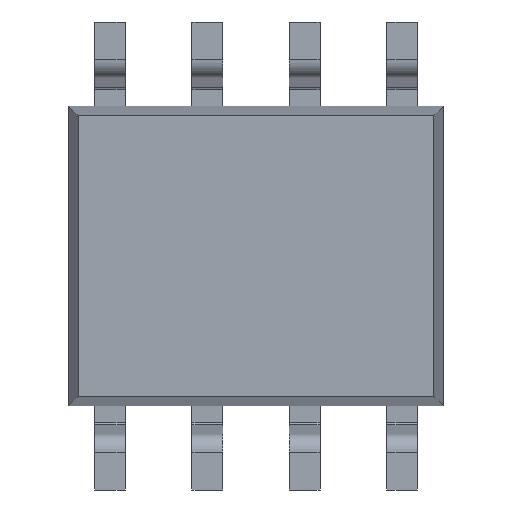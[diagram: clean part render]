
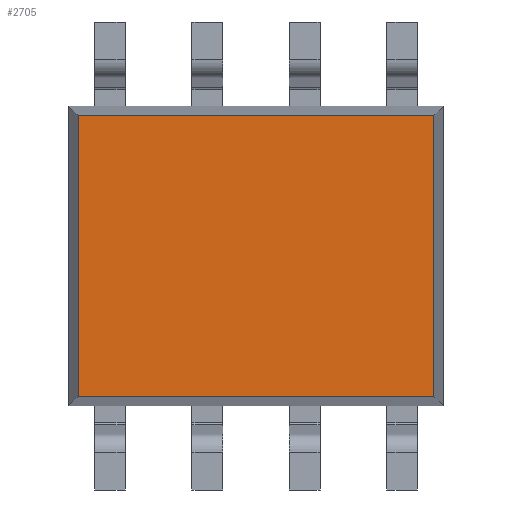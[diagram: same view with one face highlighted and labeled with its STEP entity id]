
A CAD part, front view. The second image highlights one B-rep face of the part: STEP entity #2705.
In plain terms, the highlighted planar face has unit normal (0, -1, 0).
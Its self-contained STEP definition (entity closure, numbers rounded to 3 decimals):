
#1 = DIRECTION ( 'NONE',  ( 0., 1., 0. ) ) ;
#56 = DIRECTION ( 'NONE',  ( 1., 0., 0. ) ) ;
#229 = CARTESIAN_POINT ( 'NONE',  ( -2.317, -1.59, 1.832 ) ) ;
#302 = VERTEX_POINT ( 'NONE', #4228 ) ;
#404 = ORIENTED_EDGE ( 'NONE', *, *, #528, .F. ) ;
#528 = EDGE_CURVE ( 'NONE', #2430, #302, #770, .T. ) ;
#770 = LINE ( 'NONE', #2772, #4225 ) ;
#797 = PLANE ( 'NONE',  #1713 ) ;
#857 = CARTESIAN_POINT ( 'NONE',  ( 0., -1.59, -1.832 ) ) ;
#879 = EDGE_CURVE ( 'NONE', #3394, #2741, #1578, .T. ) ;
#1221 = DIRECTION ( 'NONE',  ( 0., 0., -1. ) ) ;
#1258 = ORIENTED_EDGE ( 'NONE', *, *, #1631, .F. ) ;
#1578 = LINE ( 'NONE', #857, #3862 ) ;
#1608 = CARTESIAN_POINT ( 'NONE',  ( -2.317, -1.59, -1.832 ) ) ;
#1631 = EDGE_CURVE ( 'NONE', #302, #3394, #2227, .T. ) ;
#1672 = CARTESIAN_POINT ( 'NONE',  ( 2.317, -1.59, -1.832 ) ) ;
#1713 = AXIS2_PLACEMENT_3D ( 'NONE', #3426, #1, #1221 ) ;
#2004 = LINE ( 'NONE', #3223, #3882 ) ;
#2227 = LINE ( 'NONE', #4852, #3660 ) ;
#2325 = DIRECTION ( 'NONE',  ( -1., 0., 0. ) ) ;
#2393 = ORIENTED_EDGE ( 'NONE', *, *, #2411, .F. ) ;
#2411 = EDGE_CURVE ( 'NONE', #2741, #2430, #2004, .T. ) ;
#2430 = VERTEX_POINT ( 'NONE', #229 ) ;
#2572 = EDGE_LOOP ( 'NONE', ( #2393, #3691, #1258, #404 ) ) ;
#2600 = DIRECTION ( 'NONE',  ( 0., 0., -1. ) ) ;
#2705 = ADVANCED_FACE ( 'NONE', ( #3201 ), #797, .F. ) ;
#2741 = VERTEX_POINT ( 'NONE', #1608 ) ;
#2772 = CARTESIAN_POINT ( 'NONE',  ( 0., -1.59, 1.832 ) ) ;
#2890 = DIRECTION ( 'NONE',  ( 0., 0., 1. ) ) ;
#3201 = FACE_OUTER_BOUND ( 'NONE', #2572, .T. ) ;
#3223 = CARTESIAN_POINT ( 'NONE',  ( -2.317, -1.59, 0. ) ) ;
#3394 = VERTEX_POINT ( 'NONE', #1672 ) ;
#3426 = CARTESIAN_POINT ( 'NONE',  ( 0., -1.59, 0. ) ) ;
#3660 = VECTOR ( 'NONE', #2600, 1000. ) ;
#3691 = ORIENTED_EDGE ( 'NONE', *, *, #879, .F. ) ;
#3862 = VECTOR ( 'NONE', #2325, 1000. ) ;
#3882 = VECTOR ( 'NONE', #2890, 1000. ) ;
#4225 = VECTOR ( 'NONE', #56, 1000. ) ;
#4228 = CARTESIAN_POINT ( 'NONE',  ( 2.317, -1.59, 1.832 ) ) ;
#4852 = CARTESIAN_POINT ( 'NONE',  ( 2.317, -1.59, 0. ) ) ;
